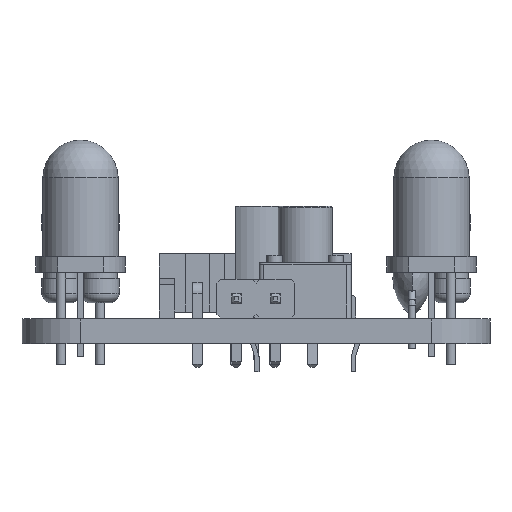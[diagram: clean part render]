
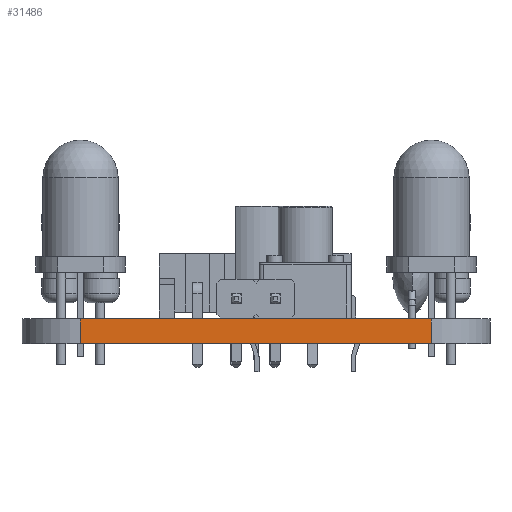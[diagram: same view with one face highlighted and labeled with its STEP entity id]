
A CAD part, left-side view. The second image highlights one B-rep face of the part: STEP entity #31486.
In plain terms, the highlighted planar face has unit normal (-1, 0, 0).
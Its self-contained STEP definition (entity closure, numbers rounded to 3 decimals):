
#27332 = CYLINDRICAL_SURFACE('',#27333,3.81);
#27333 = AXIS2_PLACEMENT_3D('',#27334,#27335,#27336);
#27334 = CARTESIAN_POINT('',(133.35,-115.57,0.));
#27335 = DIRECTION('',(0.,0.,-1.));
#27336 = DIRECTION('',(1.,0.,0.));
#27360 = PLANE('',#27361);
#27361 = AXIS2_PLACEMENT_3D('',#27362,#27363,#27364);
#27362 = CARTESIAN_POINT('',(144.78,-104.14,1.6));
#27363 = DIRECTION('',(0.,0.,1.));
#27364 = DIRECTION('',(1.,0.,0.));
#27414 = PLANE('',#27415);
#27415 = AXIS2_PLACEMENT_3D('',#27416,#27417,#27418);
#27416 = CARTESIAN_POINT('',(144.78,-104.14,0.));
#27417 = DIRECTION('',(0.,0.,1.));
#27418 = DIRECTION('',(1.,0.,0.));
#27429 = EDGE_CURVE('',#27430,#27432,#27434,.T.);
#27430 = VERTEX_POINT('',#27431);
#27431 = CARTESIAN_POINT('',(129.54,-115.57,0.));
#27432 = VERTEX_POINT('',#27433);
#27433 = CARTESIAN_POINT('',(129.54,-115.57,1.6));
#27434 = SURFACE_CURVE('',#27435,(#27439,#27446),.PCURVE_S1.);
#27435 = LINE('',#27436,#27437);
#27436 = CARTESIAN_POINT('',(129.54,-115.57,0.));
#27437 = VECTOR('',#27438,1.);
#27438 = DIRECTION('',(0.,0.,1.));
#27439 = PCURVE('',#27332,#27440);
#27440 = DEFINITIONAL_REPRESENTATION('',(#27441),#27445);
#27441 = LINE('',#27442,#27443);
#27442 = CARTESIAN_POINT('',(-3.142,0.));
#27443 = VECTOR('',#27444,1.);
#27444 = DIRECTION('',(0.,-1.));
#27445 = ( GEOMETRIC_REPRESENTATION_CONTEXT(2) 
PARAMETRIC_REPRESENTATION_CONTEXT() REPRESENTATION_CONTEXT('2D SPACE',''
  ) );
#27446 = PCURVE('',#27447,#27452);
#27447 = PLANE('',#27448);
#27448 = AXIS2_PLACEMENT_3D('',#27449,#27450,#27451);
#27449 = CARTESIAN_POINT('',(129.54,-92.71,0.));
#27450 = DIRECTION('',(1.,0.,0.));
#27451 = DIRECTION('',(0.,-1.,0.));
#27452 = DEFINITIONAL_REPRESENTATION('',(#27453),#27457);
#27453 = LINE('',#27454,#27455);
#27454 = CARTESIAN_POINT('',(22.86,0.));
#27455 = VECTOR('',#27456,1.);
#27456 = DIRECTION('',(0.,-1.));
#27457 = ( GEOMETRIC_REPRESENTATION_CONTEXT(2) 
PARAMETRIC_REPRESENTATION_CONTEXT() REPRESENTATION_CONTEXT('2D SPACE',''
  ) );
#27668 = VERTEX_POINT('',#27669);
#27669 = CARTESIAN_POINT('',(129.54,-92.71,0.));
#27684 = CYLINDRICAL_SURFACE('',#27685,3.81);
#27685 = AXIS2_PLACEMENT_3D('',#27686,#27687,#27688);
#27686 = CARTESIAN_POINT('',(133.35,-92.71,0.));
#27687 = DIRECTION('',(0.,0.,-1.));
#27688 = DIRECTION('',(1.,0.,0.));
#27696 = EDGE_CURVE('',#27668,#27430,#27697,.T.);
#27697 = SURFACE_CURVE('',#27698,(#27702,#27709),.PCURVE_S1.);
#27698 = LINE('',#27699,#27700);
#27699 = CARTESIAN_POINT('',(129.54,-92.71,0.));
#27700 = VECTOR('',#27701,1.);
#27701 = DIRECTION('',(0.,-1.,0.));
#27702 = PCURVE('',#27414,#27703);
#27703 = DEFINITIONAL_REPRESENTATION('',(#27704),#27708);
#27704 = LINE('',#27705,#27706);
#27705 = CARTESIAN_POINT('',(-15.24,11.43));
#27706 = VECTOR('',#27707,1.);
#27707 = DIRECTION('',(0.,-1.));
#27708 = ( GEOMETRIC_REPRESENTATION_CONTEXT(2) 
PARAMETRIC_REPRESENTATION_CONTEXT() REPRESENTATION_CONTEXT('2D SPACE',''
  ) );
#27709 = PCURVE('',#27447,#27710);
#27710 = DEFINITIONAL_REPRESENTATION('',(#27711),#27715);
#27711 = LINE('',#27712,#27713);
#27712 = CARTESIAN_POINT('',(0.,0.));
#27713 = VECTOR('',#27714,1.);
#27714 = DIRECTION('',(1.,0.));
#27715 = ( GEOMETRIC_REPRESENTATION_CONTEXT(2) 
PARAMETRIC_REPRESENTATION_CONTEXT() REPRESENTATION_CONTEXT('2D SPACE',''
  ) );
#29778 = VERTEX_POINT('',#29779);
#29779 = CARTESIAN_POINT('',(129.54,-92.71,1.6));
#29801 = EDGE_CURVE('',#29778,#27432,#29802,.T.);
#29802 = SURFACE_CURVE('',#29803,(#29807,#29814),.PCURVE_S1.);
#29803 = LINE('',#29804,#29805);
#29804 = CARTESIAN_POINT('',(129.54,-92.71,1.6));
#29805 = VECTOR('',#29806,1.);
#29806 = DIRECTION('',(0.,-1.,0.));
#29807 = PCURVE('',#27360,#29808);
#29808 = DEFINITIONAL_REPRESENTATION('',(#29809),#29813);
#29809 = LINE('',#29810,#29811);
#29810 = CARTESIAN_POINT('',(-15.24,11.43));
#29811 = VECTOR('',#29812,1.);
#29812 = DIRECTION('',(0.,-1.));
#29813 = ( GEOMETRIC_REPRESENTATION_CONTEXT(2) 
PARAMETRIC_REPRESENTATION_CONTEXT() REPRESENTATION_CONTEXT('2D SPACE',''
  ) );
#29814 = PCURVE('',#27447,#29815);
#29815 = DEFINITIONAL_REPRESENTATION('',(#29816),#29820);
#29816 = LINE('',#29817,#29818);
#29817 = CARTESIAN_POINT('',(0.,-1.6));
#29818 = VECTOR('',#29819,1.);
#29819 = DIRECTION('',(1.,0.));
#29820 = ( GEOMETRIC_REPRESENTATION_CONTEXT(2) 
PARAMETRIC_REPRESENTATION_CONTEXT() REPRESENTATION_CONTEXT('2D SPACE',''
  ) );
#31486 = ADVANCED_FACE('',(#31487),#27447,.F.);
#31487 = FACE_BOUND('',#31488,.F.);
#31488 = EDGE_LOOP('',(#31489,#31510,#31511,#31512));
#31489 = ORIENTED_EDGE('',*,*,#31490,.T.);
#31490 = EDGE_CURVE('',#27668,#29778,#31491,.T.);
#31491 = SURFACE_CURVE('',#31492,(#31496,#31503),.PCURVE_S1.);
#31492 = LINE('',#31493,#31494);
#31493 = CARTESIAN_POINT('',(129.54,-92.71,0.));
#31494 = VECTOR('',#31495,1.);
#31495 = DIRECTION('',(0.,0.,1.));
#31496 = PCURVE('',#27447,#31497);
#31497 = DEFINITIONAL_REPRESENTATION('',(#31498),#31502);
#31498 = LINE('',#31499,#31500);
#31499 = CARTESIAN_POINT('',(0.,0.));
#31500 = VECTOR('',#31501,1.);
#31501 = DIRECTION('',(0.,-1.));
#31502 = ( GEOMETRIC_REPRESENTATION_CONTEXT(2) 
PARAMETRIC_REPRESENTATION_CONTEXT() REPRESENTATION_CONTEXT('2D SPACE',''
  ) );
#31503 = PCURVE('',#27684,#31504);
#31504 = DEFINITIONAL_REPRESENTATION('',(#31505),#31509);
#31505 = LINE('',#31506,#31507);
#31506 = CARTESIAN_POINT('',(-3.142,0.));
#31507 = VECTOR('',#31508,1.);
#31508 = DIRECTION('',(0.,-1.));
#31509 = ( GEOMETRIC_REPRESENTATION_CONTEXT(2) 
PARAMETRIC_REPRESENTATION_CONTEXT() REPRESENTATION_CONTEXT('2D SPACE',''
  ) );
#31510 = ORIENTED_EDGE('',*,*,#29801,.T.);
#31511 = ORIENTED_EDGE('',*,*,#27429,.F.);
#31512 = ORIENTED_EDGE('',*,*,#27696,.F.);
